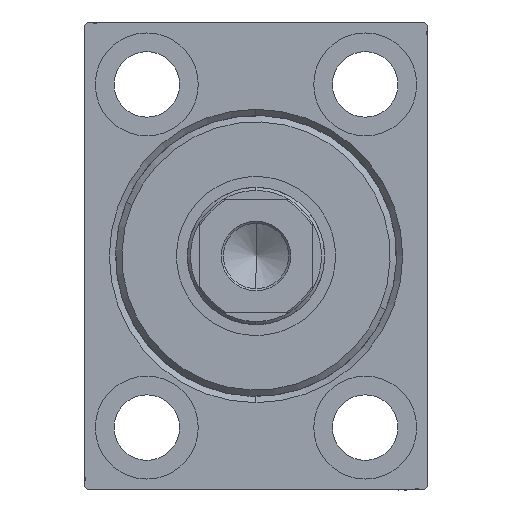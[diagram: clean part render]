
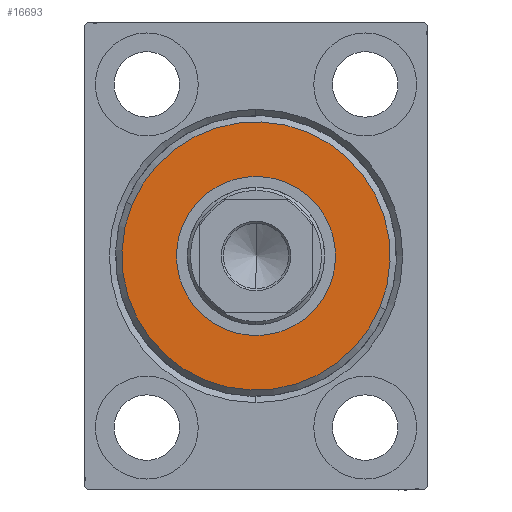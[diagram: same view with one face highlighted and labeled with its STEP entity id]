
A CAD part, left-side view. The second image highlights one B-rep face of the part: STEP entity #16693.
In plain terms, the highlighted face is planar.
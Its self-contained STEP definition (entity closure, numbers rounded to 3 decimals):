
#573 = DIRECTION ( 'NONE',  ( 1., 0., 0. ) ) ;
#713 = CARTESIAN_POINT ( 'NONE',  ( 3., 0., 0. ) ) ;
#1969 = FACE_BOUND ( 'NONE', #22502, .T. ) ;
#3161 = AXIS2_PLACEMENT_3D ( 'NONE', #24375, #36991, #14059 ) ;
#4984 = VERTEX_POINT ( 'NONE', #26942 ) ;
#6594 = CIRCLE ( 'NONE', #31195, 21.5 ) ;
#7247 = ORIENTED_EDGE ( 'NONE', *, *, #13116, .T. ) ;
#8798 = DIRECTION ( 'NONE',  ( 0., 0., -1. ) ) ;
#8809 = EDGE_CURVE ( 'NONE', #23479, #25832, #6594, .T. ) ;
#9798 = CARTESIAN_POINT ( 'NONE',  ( 3., 0., 12.75 ) ) ;
#12275 = CIRCLE ( 'NONE', #3161, 12.75 ) ;
#12554 = FACE_OUTER_BOUND ( 'NONE', #19151, .T. ) ;
#13116 = EDGE_CURVE ( 'NONE', #4984, #13657, #31333, .T. ) ;
#13619 = ORIENTED_EDGE ( 'NONE', *, *, #8809, .T. ) ;
#13657 = VERTEX_POINT ( 'NONE', #9798 ) ;
#14059 = DIRECTION ( 'NONE',  ( 0., 0., -1. ) ) ;
#15563 = CARTESIAN_POINT ( 'NONE',  ( 3., 0., 21.5 ) ) ;
#16252 = CARTESIAN_POINT ( 'NONE',  ( 3., 0., -21.5 ) ) ;
#16693 = ADVANCED_FACE ( 'NONE', ( #12554, #1969 ), #25955, .T. ) ;
#18271 = CARTESIAN_POINT ( 'NONE',  ( 3., 0., 0. ) ) ;
#19151 = EDGE_LOOP ( 'NONE', ( #21313, #13619 ) ) ;
#20242 = CIRCLE ( 'NONE', #30129, 21.5 ) ;
#21313 = ORIENTED_EDGE ( 'NONE', *, *, #24833, .T. ) ;
#22502 = EDGE_LOOP ( 'NONE', ( #32848, #7247 ) ) ;
#22870 = DIRECTION ( 'NONE',  ( 0., 0., -1. ) ) ;
#23479 = VERTEX_POINT ( 'NONE', #16252 ) ;
#23575 = AXIS2_PLACEMENT_3D ( 'NONE', #18271, #38113, #8798 ) ;
#24375 = CARTESIAN_POINT ( 'NONE',  ( 3., 0., 0. ) ) ;
#24833 = EDGE_CURVE ( 'NONE', #25832, #23479, #20242, .T. ) ;
#25832 = VERTEX_POINT ( 'NONE', #15563 ) ;
#25955 = PLANE ( 'NONE',  #32043 ) ;
#26942 = CARTESIAN_POINT ( 'NONE',  ( 3., 0., -12.75 ) ) ;
#27202 = CARTESIAN_POINT ( 'NONE',  ( 3., 0., 0. ) ) ;
#27548 = DIRECTION ( 'NONE',  ( 0., 0., -1. ) ) ;
#30129 = AXIS2_PLACEMENT_3D ( 'NONE', #713, #40180, #27548 ) ;
#31195 = AXIS2_PLACEMENT_3D ( 'NONE', #27202, #573, #40883 ) ;
#31333 = CIRCLE ( 'NONE', #23575, 12.75 ) ;
#32043 = AXIS2_PLACEMENT_3D ( 'NONE', #40086, #40298, #22870 ) ;
#32848 = ORIENTED_EDGE ( 'NONE', *, *, #35737, .T. ) ;
#35737 = EDGE_CURVE ( 'NONE', #13657, #4984, #12275, .T. ) ;
#36991 = DIRECTION ( 'NONE',  ( -1., 0., 0. ) ) ;
#38113 = DIRECTION ( 'NONE',  ( -1., 0., 0. ) ) ;
#40086 = CARTESIAN_POINT ( 'NONE',  ( 3., 0., 0. ) ) ;
#40180 = DIRECTION ( 'NONE',  ( 1., 0., 0. ) ) ;
#40298 = DIRECTION ( 'NONE',  ( 1., 0., 0. ) ) ;
#40883 = DIRECTION ( 'NONE',  ( 0., 0., -1. ) ) ;
